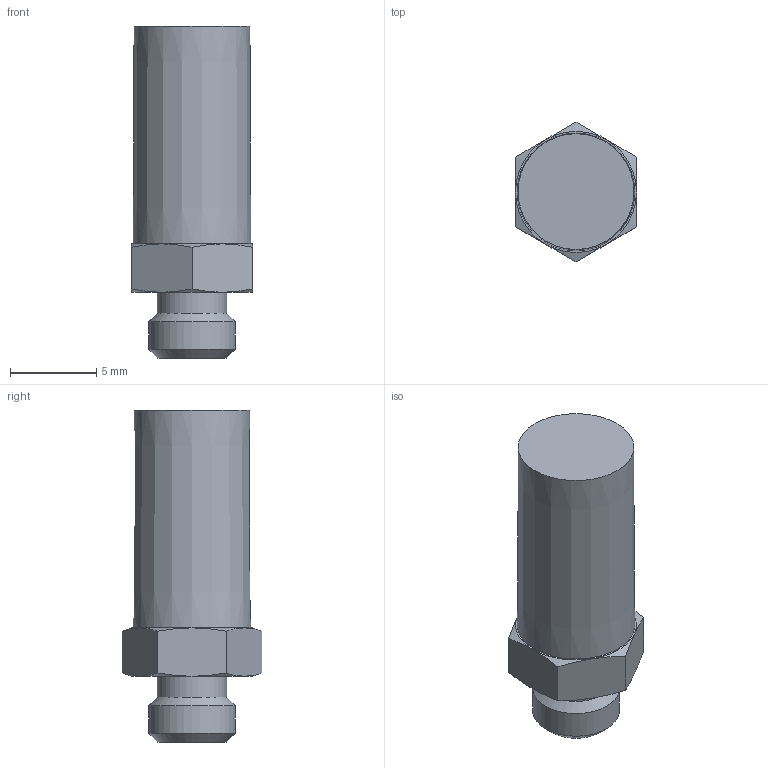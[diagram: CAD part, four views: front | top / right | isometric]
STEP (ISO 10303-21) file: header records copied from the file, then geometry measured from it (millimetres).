
FILE_DESCRIPTION((''),'2;1');
FILE_NAME('SL M5.stp','2019-03-25T10:09:15',('user'),(''),'Autodesk Inventor 2013','Autodesk Inventor 2013','');
FILE_SCHEMA(('AUTOMOTIVE_DESIGN { 1 0 10303 214 1 1 1 1 }'));
Length unit declared in the file: millimetre
Products named in the file (1): SL M5
Bounding box: 7 x 8.08 x 19.2 mm (x, y, z)
Volume: 547.4 mm3; surface area: 606.3 mm2
Topology: 1 solids, 1 shells, 30 faces, 61 edges, 35 vertices
Faces by surface type: cone 17, plane 10, cylinder 3
Full cylindrical faces by diameter (mm): 2.5 x1, 4 x1, 5 x1
Entity records: 724 total; most frequent: CARTESIAN_POINT 165, DIRECTION 112, ORIENTED_EDGE 104, AXIS2_PLACEMENT_3D 53, EDGE_CURVE 52, EDGE_LOOP 40, VERTEX_POINT 34, FACE_OUTER_BOUND 30
